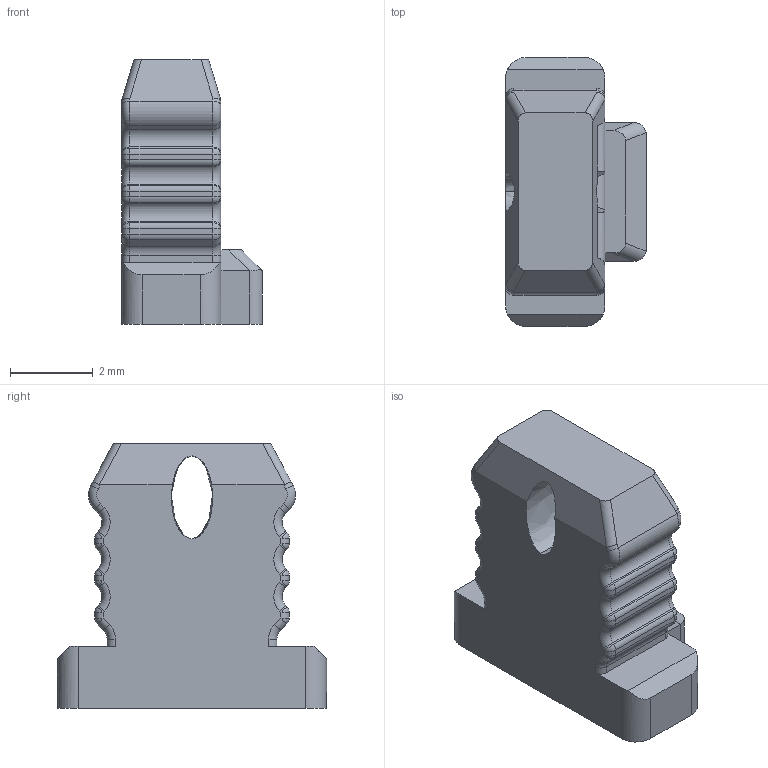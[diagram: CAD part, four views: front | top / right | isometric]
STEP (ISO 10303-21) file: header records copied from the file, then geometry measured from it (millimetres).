
FILE_DESCRIPTION((''),'2;1');
FILE_NAME('PRT0001','2017-09-12T',('tl.yang'),(''),'PRO/ENGINEER BY PARAMETRIC TECHNOLOGY CORPORATION, 2011500','PRO/ENGINEER BY PARAMETRIC TECHNOLOGY CORPORATION, 2011500','');
FILE_SCHEMA(('CONFIG_CONTROL_DESIGN'));
Length unit declared in the file: millimetre
Products named in the file (1): PRT0001
Bounding box: 3.4 x 6.5 x 6.4 mm (x, y, z)
Volume: 70.9 mm3; surface area: 147.9 mm2
Topology: 1 solids, 1 shells, 197 faces, 475 edges, 278 vertices
Faces by surface type: cylinder 91, plane 60, sphere 24, torus 20, extrusion 2
Entity records: 5882 total; most frequent: CARTESIAN_POINT 1259, DIRECTION 987, ORIENTED_EDGE 950, EDGE_CURVE 475, AXIS2_PLACEMENT_3D 365, VERTEX_POINT 278, VECTOR 257, LINE 255
